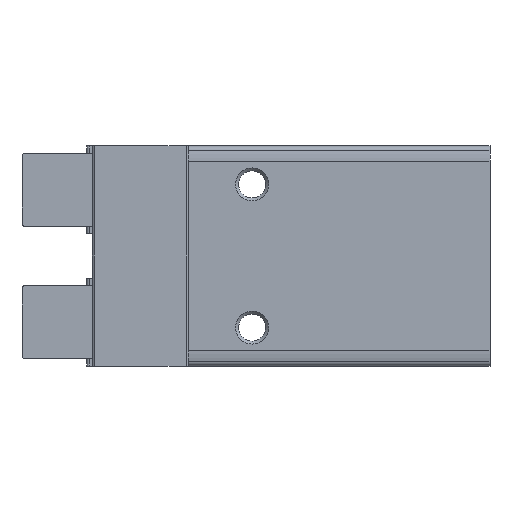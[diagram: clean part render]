
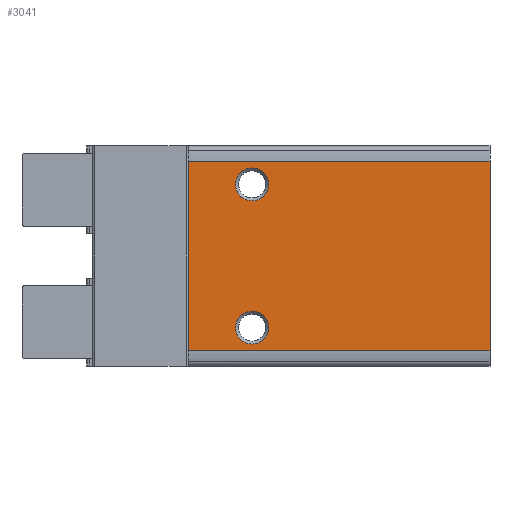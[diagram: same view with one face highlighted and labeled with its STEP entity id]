
A CAD part, left-side view. The second image highlights one B-rep face of the part: STEP entity #3041.
In plain terms, the highlighted face is planar.
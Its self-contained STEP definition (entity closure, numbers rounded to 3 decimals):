
#63=PLANE('',#3300);
#185=LINE('',#4778,#457);
#187=LINE('',#4790,#459);
#188=LINE('',#4798,#460);
#189=LINE('',#4800,#461);
#457=VECTOR('',#3747,1000.);
#459=VECTOR('',#3761,1000.);
#460=VECTOR('',#3770,1000.);
#461=VECTOR('',#3771,1000.);
#789=ORIENTED_EDGE('',*,*,#1677,.F.);
#790=ORIENTED_EDGE('',*,*,#1678,.F.);
#791=ORIENTED_EDGE('',*,*,#1669,.T.);
#792=ORIENTED_EDGE('',*,*,#1679,.F.);
#793=ORIENTED_EDGE('',*,*,#1680,.F.);
#794=ORIENTED_EDGE('',*,*,#1675,.T.);
#1669=EDGE_CURVE('',#2114,#2113,#185,.T.);
#1675=EDGE_CURVE('',#2118,#2114,#187,.T.);
#1677=EDGE_CURVE('',#2119,#2119,#2386,.T.);
#1678=EDGE_CURVE('',#2120,#2120,#2387,.T.);
#1679=EDGE_CURVE('',#2121,#2113,#188,.T.);
#1680=EDGE_CURVE('',#2118,#2121,#189,.T.);
#2113=VERTEX_POINT('',#4777);
#2114=VERTEX_POINT('',#4779);
#2118=VERTEX_POINT('',#4791);
#2119=VERTEX_POINT('',#4795);
#2120=VERTEX_POINT('',#4797);
#2121=VERTEX_POINT('',#4799);
#2386=CIRCLE('',#3301,1.5);
#2387=CIRCLE('',#3302,1.5);
#2523=EDGE_LOOP('',(#789));
#2524=EDGE_LOOP('',(#790));
#2525=EDGE_LOOP('',(#791,#792,#793,#794));
#2745=FACE_BOUND('',#2523,.T.);
#2746=FACE_BOUND('',#2524,.T.);
#2747=FACE_BOUND('',#2525,.T.);
#3041=ADVANCED_FACE('',(#2745,#2746,#2747),#63,.F.);
#3300=AXIS2_PLACEMENT_3D('',#4793,#3764,#3765);
#3301=AXIS2_PLACEMENT_3D('',#4794,#3766,#3767);
#3302=AXIS2_PLACEMENT_3D('',#4796,#3768,#3769);
#3747=DIRECTION('',(1.,0.,0.));
#3761=DIRECTION('',(0.,-1.,0.));
#3764=DIRECTION('',(0.,0.,-1.));
#3765=DIRECTION('',(-1.,0.,0.));
#3766=DIRECTION('',(0.,0.,1.));
#3767=DIRECTION('',(1.,0.,0.));
#3768=DIRECTION('',(0.,0.,1.));
#3769=DIRECTION('',(1.,0.,0.));
#3770=DIRECTION('',(0.,-1.,0.));
#3771=DIRECTION('',(1.,0.,0.));
#4777=CARTESIAN_POINT('',(8.6,0.,5.));
#4778=CARTESIAN_POINT('',(-8.6,0.,5.));
#4779=CARTESIAN_POINT('',(-8.6,0.,5.));
#4790=CARTESIAN_POINT('',(-8.6,27.4,5.));
#4791=CARTESIAN_POINT('',(-8.6,27.4,5.));
#4793=CARTESIAN_POINT('',(-8.6,27.4,5.));
#4794=CARTESIAN_POINT('',(-6.5,21.6,5.));
#4795=CARTESIAN_POINT('',(-5.,21.6,5.));
#4796=CARTESIAN_POINT('',(6.5,21.6,5.));
#4797=CARTESIAN_POINT('',(8.,21.6,5.));
#4798=CARTESIAN_POINT('',(8.6,27.4,5.));
#4799=CARTESIAN_POINT('',(8.6,27.4,5.));
#4800=CARTESIAN_POINT('',(-8.6,27.4,5.));
